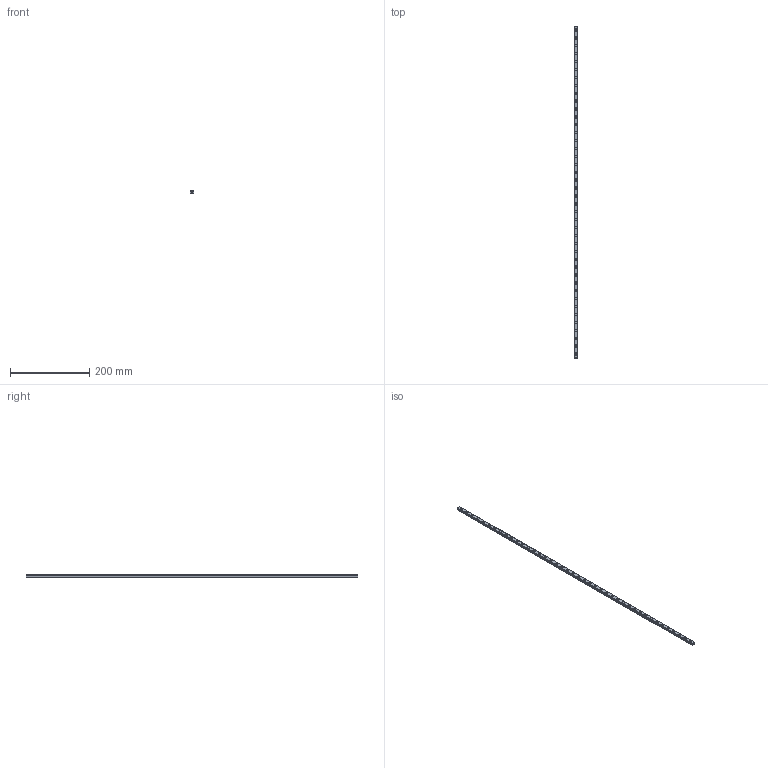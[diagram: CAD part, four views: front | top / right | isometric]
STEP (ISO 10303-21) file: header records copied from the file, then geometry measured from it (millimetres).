
FILE_DESCRIPTION(('STEP AP214'),'1');
FILE_NAME('cctmp_10EC0F03-23D5-472C-BCF0-2D8913EB7583_2021_02_18_15_01_48_0964..stp','2021-02-18T14:01:49',('HIWIN GmbH'),('CADClick - www.CADClick.com'),'Spatial InterOp 3D',' ','unknown authorization');
FILE_SCHEMA(('AUTOMOTIVE_DESIGN'));
Length unit declared in the file: millimetre
Products named in the file (1): MGNR09R840CM_FILE
Bounding box: 9 x 840 x 6.5 mm (x, y, z)
Volume: 41559.4 mm3; surface area: 34015 mm2
Topology: 1 solids, 1 shells, 473 faces, 1023 edges, 682 vertices
Faces by surface type: cylinder 268, plane 205
Entity records: 16921 total; most frequent: DIRECTION 2507, CARTESIAN_POINT 2179, ORIENTED_EDGE 2046, EDGE_CURVE 1023, AXIS2_PLACEMENT_3D 1010, VERTEX_POINT 682, EDGE_LOOP 603, CIRCLE 536
